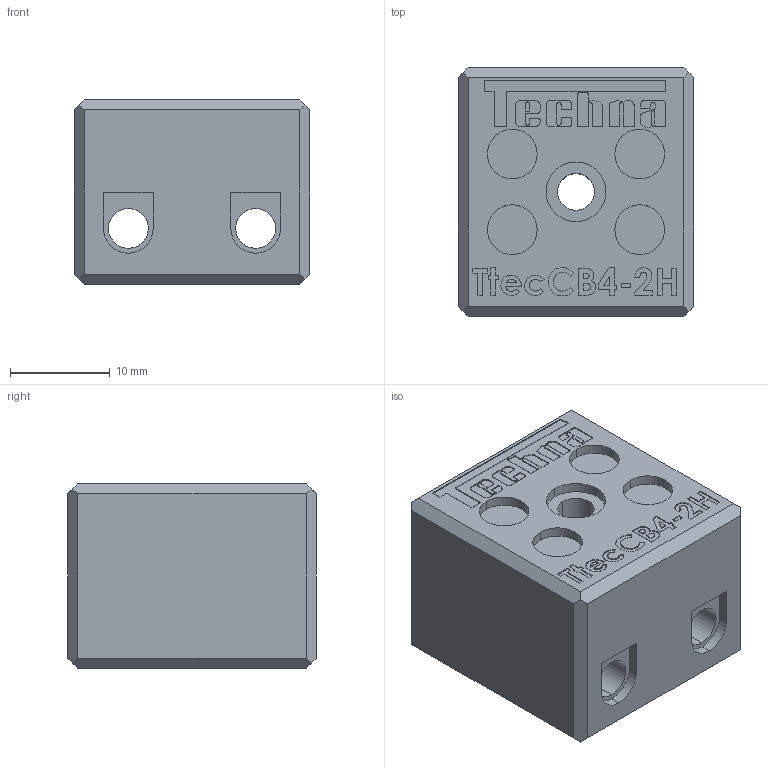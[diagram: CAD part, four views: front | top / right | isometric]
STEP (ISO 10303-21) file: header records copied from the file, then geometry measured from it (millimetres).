
FILE_DESCRIPTION (( 'STEP AP214' ), '1' );
FILE_NAME ('TtecCB4-2H.STEP', '2020-06-10T06:55:49', ( '' ), ( '' ), 'SwSTEP 2.0', 'SolidWorks 2020', '' );
FILE_SCHEMA (( 'AUTOMOTIVE_DESIGN' ));
Length unit declared in the file: millimetre
Products named in the file (1): TtecCB4-2H
Bounding box: 23.7 x 25 x 18.5 mm (x, y, z)
Volume: 9841.3 mm3; surface area: 3722.1 mm2
Topology: 1 solids, 1 shells, 318 faces, 855 edges, 570 vertices
Faces by surface type: plane 196, cylinder 82, bspline 40
Entity records: 14944 total; most frequent: CARTESIAN_POINT 4280, ORIENTED_EDGE 1710, DIRECTION 1497, EDGE_CURVE 855, LINE 611, VECTOR 611, VERTEX_POINT 570, AXIS2_PLACEMENT_3D 443
